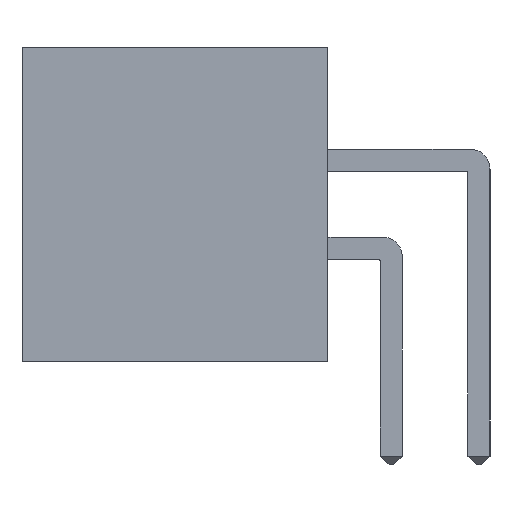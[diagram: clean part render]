
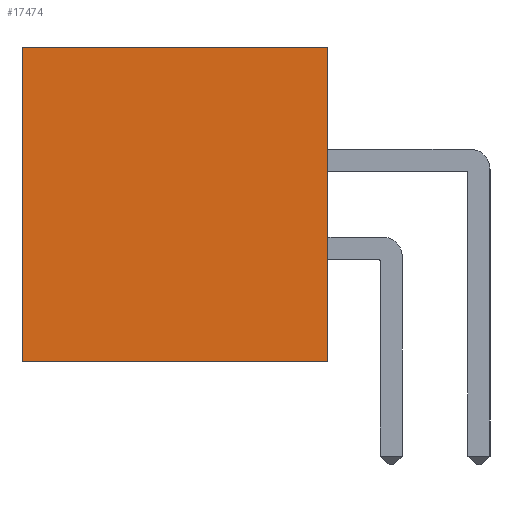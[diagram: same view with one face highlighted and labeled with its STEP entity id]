
A CAD part, left-side view. The second image highlights one B-rep face of the part: STEP entity #17474.
In plain terms, the highlighted planar face has unit normal (-1, 0, 0).
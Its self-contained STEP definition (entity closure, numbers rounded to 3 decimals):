
#17474 = ADVANCED_FACE('',(#17475),#17489,.F.);
#17475 = FACE_BOUND('',#17476,.F.);
#17476 = EDGE_LOOP('',(#17477,#17512,#17540,#17568));
#17477 = ORIENTED_EDGE('',*,*,#17478,.F.);
#17478 = EDGE_CURVE('',#17479,#17481,#17483,.T.);
#17479 = VERTEX_POINT('',#17480);
#17480 = CARTESIAN_POINT('',(-5.1,4.38,0.));
#17481 = VERTEX_POINT('',#17482);
#17482 = CARTESIAN_POINT('',(-5.1,4.38,9.1));
#17483 = SURFACE_CURVE('',#17484,(#17488,#17500),.PCURVE_S1.);
#17484 = LINE('',#17485,#17486);
#17485 = CARTESIAN_POINT('',(-5.1,4.38,0.));
#17486 = VECTOR('',#17487,1.);
#17487 = DIRECTION('',(0.,0.,1.));
#17488 = PCURVE('',#17489,#17494);
#17489 = PLANE('',#17490);
#17490 = AXIS2_PLACEMENT_3D('',#17491,#17492,#17493);
#17491 = CARTESIAN_POINT('',(-5.1,4.38,0.));
#17492 = DIRECTION('',(1.,0.,0.));
#17493 = DIRECTION('',(0.,0.,1.));
#17494 = DEFINITIONAL_REPRESENTATION('',(#17495),#17499);
#17495 = LINE('',#17496,#17497);
#17496 = CARTESIAN_POINT('',(0.,0.));
#17497 = VECTOR('',#17498,1.);
#17498 = DIRECTION('',(1.,0.));
#17499 = ( GEOMETRIC_REPRESENTATION_CONTEXT(2) 
PARAMETRIC_REPRESENTATION_CONTEXT() REPRESENTATION_CONTEXT('2D SPACE',''
  ) );
#17500 = PCURVE('',#17501,#17506);
#17501 = PLANE('',#17502);
#17502 = AXIS2_PLACEMENT_3D('',#17503,#17504,#17505);
#17503 = CARTESIAN_POINT('',(-5.1,4.38,0.));
#17504 = DIRECTION('',(0.,1.,0.));
#17505 = DIRECTION('',(0.,0.,1.));
#17506 = DEFINITIONAL_REPRESENTATION('',(#17507),#17511);
#17507 = LINE('',#17508,#17509);
#17508 = CARTESIAN_POINT('',(0.,0.));
#17509 = VECTOR('',#17510,1.);
#17510 = DIRECTION('',(1.,0.));
#17511 = ( GEOMETRIC_REPRESENTATION_CONTEXT(2) 
PARAMETRIC_REPRESENTATION_CONTEXT() REPRESENTATION_CONTEXT('2D SPACE',''
  ) );
#17512 = ORIENTED_EDGE('',*,*,#17513,.T.);
#17513 = EDGE_CURVE('',#17479,#17514,#17516,.T.);
#17514 = VERTEX_POINT('',#17515);
#17515 = CARTESIAN_POINT('',(-5.1,13.23,0.));
#17516 = SURFACE_CURVE('',#17517,(#17521,#17528),.PCURVE_S1.);
#17517 = LINE('',#17518,#17519);
#17518 = CARTESIAN_POINT('',(-5.1,4.38,0.));
#17519 = VECTOR('',#17520,1.);
#17520 = DIRECTION('',(0.,1.,0.));
#17521 = PCURVE('',#17489,#17522);
#17522 = DEFINITIONAL_REPRESENTATION('',(#17523),#17527);
#17523 = LINE('',#17524,#17525);
#17524 = CARTESIAN_POINT('',(0.,0.));
#17525 = VECTOR('',#17526,1.);
#17526 = DIRECTION('',(0.,-1.));
#17527 = ( GEOMETRIC_REPRESENTATION_CONTEXT(2) 
PARAMETRIC_REPRESENTATION_CONTEXT() REPRESENTATION_CONTEXT('2D SPACE',''
  ) );
#17528 = PCURVE('',#17529,#17534);
#17529 = PLANE('',#17530);
#17530 = AXIS2_PLACEMENT_3D('',#17531,#17532,#17533);
#17531 = CARTESIAN_POINT('',(-5.1,4.38,0.));
#17532 = DIRECTION('',(0.,0.,1.));
#17533 = DIRECTION('',(1.,0.,0.));
#17534 = DEFINITIONAL_REPRESENTATION('',(#17535),#17539);
#17535 = LINE('',#17536,#17537);
#17536 = CARTESIAN_POINT('',(0.,0.));
#17537 = VECTOR('',#17538,1.);
#17538 = DIRECTION('',(0.,1.));
#17539 = ( GEOMETRIC_REPRESENTATION_CONTEXT(2) 
PARAMETRIC_REPRESENTATION_CONTEXT() REPRESENTATION_CONTEXT('2D SPACE',''
  ) );
#17540 = ORIENTED_EDGE('',*,*,#17541,.T.);
#17541 = EDGE_CURVE('',#17514,#17542,#17544,.T.);
#17542 = VERTEX_POINT('',#17543);
#17543 = CARTESIAN_POINT('',(-5.1,13.23,9.1));
#17544 = SURFACE_CURVE('',#17545,(#17549,#17556),.PCURVE_S1.);
#17545 = LINE('',#17546,#17547);
#17546 = CARTESIAN_POINT('',(-5.1,13.23,0.));
#17547 = VECTOR('',#17548,1.);
#17548 = DIRECTION('',(0.,0.,1.));
#17549 = PCURVE('',#17489,#17550);
#17550 = DEFINITIONAL_REPRESENTATION('',(#17551),#17555);
#17551 = LINE('',#17552,#17553);
#17552 = CARTESIAN_POINT('',(0.,-8.85));
#17553 = VECTOR('',#17554,1.);
#17554 = DIRECTION('',(1.,0.));
#17555 = ( GEOMETRIC_REPRESENTATION_CONTEXT(2) 
PARAMETRIC_REPRESENTATION_CONTEXT() REPRESENTATION_CONTEXT('2D SPACE',''
  ) );
#17556 = PCURVE('',#17557,#17562);
#17557 = PLANE('',#17558);
#17558 = AXIS2_PLACEMENT_3D('',#17559,#17560,#17561);
#17559 = CARTESIAN_POINT('',(-5.1,13.23,0.));
#17560 = DIRECTION('',(0.,1.,0.));
#17561 = DIRECTION('',(0.,0.,1.));
#17562 = DEFINITIONAL_REPRESENTATION('',(#17563),#17567);
#17563 = LINE('',#17564,#17565);
#17564 = CARTESIAN_POINT('',(0.,0.));
#17565 = VECTOR('',#17566,1.);
#17566 = DIRECTION('',(1.,0.));
#17567 = ( GEOMETRIC_REPRESENTATION_CONTEXT(2) 
PARAMETRIC_REPRESENTATION_CONTEXT() REPRESENTATION_CONTEXT('2D SPACE',''
  ) );
#17568 = ORIENTED_EDGE('',*,*,#17569,.F.);
#17569 = EDGE_CURVE('',#17481,#17542,#17570,.T.);
#17570 = SURFACE_CURVE('',#17571,(#17575,#17582),.PCURVE_S1.);
#17571 = LINE('',#17572,#17573);
#17572 = CARTESIAN_POINT('',(-5.1,4.38,9.1));
#17573 = VECTOR('',#17574,1.);
#17574 = DIRECTION('',(0.,1.,0.));
#17575 = PCURVE('',#17489,#17576);
#17576 = DEFINITIONAL_REPRESENTATION('',(#17577),#17581);
#17577 = LINE('',#17578,#17579);
#17578 = CARTESIAN_POINT('',(9.1,0.));
#17579 = VECTOR('',#17580,1.);
#17580 = DIRECTION('',(0.,-1.));
#17581 = ( GEOMETRIC_REPRESENTATION_CONTEXT(2) 
PARAMETRIC_REPRESENTATION_CONTEXT() REPRESENTATION_CONTEXT('2D SPACE',''
  ) );
#17582 = PCURVE('',#17583,#17588);
#17583 = PLANE('',#17584);
#17584 = AXIS2_PLACEMENT_3D('',#17585,#17586,#17587);
#17585 = CARTESIAN_POINT('',(-5.1,4.38,9.1));
#17586 = DIRECTION('',(0.,0.,1.));
#17587 = DIRECTION('',(1.,0.,0.));
#17588 = DEFINITIONAL_REPRESENTATION('',(#17589),#17593);
#17589 = LINE('',#17590,#17591);
#17590 = CARTESIAN_POINT('',(0.,0.));
#17591 = VECTOR('',#17592,1.);
#17592 = DIRECTION('',(0.,1.));
#17593 = ( GEOMETRIC_REPRESENTATION_CONTEXT(2) 
PARAMETRIC_REPRESENTATION_CONTEXT() REPRESENTATION_CONTEXT('2D SPACE',''
  ) );
